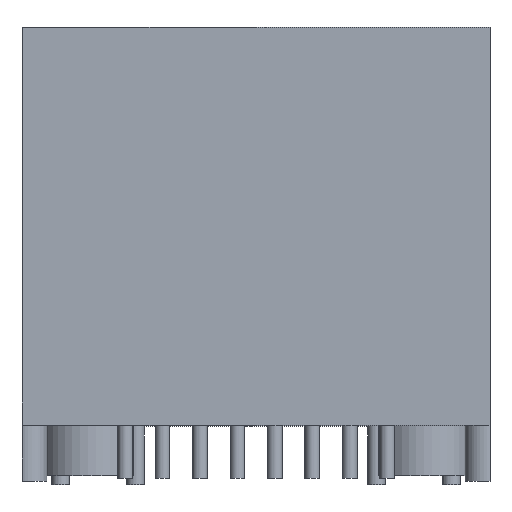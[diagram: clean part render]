
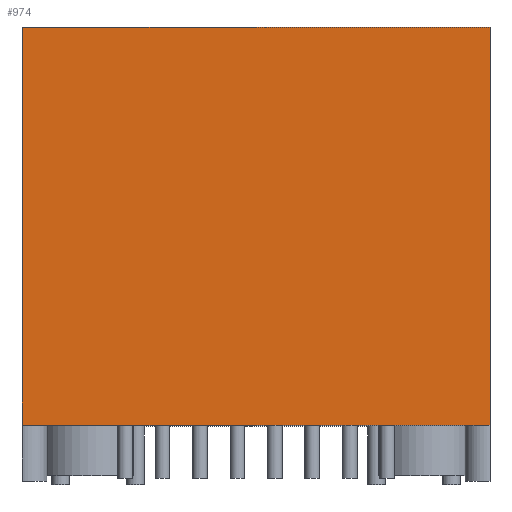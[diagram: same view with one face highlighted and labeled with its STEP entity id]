
A CAD part, top view. The second image highlights one B-rep face of the part: STEP entity #974.
In plain terms, the highlighted planar face has unit normal (0, 0, 1).
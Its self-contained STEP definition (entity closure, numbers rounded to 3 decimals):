
#100=FACE_OUTER_BOUND('',#182,.T.);
#182=EDGE_LOOP('',(#685,#686,#687,#688));
#285=LINE('',#1565,#379);
#286=LINE('',#1568,#380);
#287=LINE('',#1570,#381);
#288=LINE('',#1571,#382);
#379=VECTOR('',#1224,10.);
#380=VECTOR('',#1227,10.);
#381=VECTOR('',#1228,10.);
#382=VECTOR('',#1229,10.);
#471=VERTEX_POINT('',#1561);
#472=VERTEX_POINT('',#1563);
#473=VERTEX_POINT('',#1567);
#474=VERTEX_POINT('',#1569);
#557=EDGE_CURVE('',#471,#472,#285,.T.);
#558=EDGE_CURVE('',#471,#473,#286,.T.);
#559=EDGE_CURVE('',#474,#472,#287,.T.);
#560=EDGE_CURVE('',#473,#474,#288,.T.);
#685=ORIENTED_EDGE('',*,*,#558,.F.);
#686=ORIENTED_EDGE('',*,*,#557,.T.);
#687=ORIENTED_EDGE('',*,*,#559,.F.);
#688=ORIENTED_EDGE('',*,*,#560,.F.);
#911=PLANE('',#1083);
#974=ADVANCED_FACE('',(#100),#911,.T.);
#1083=AXIS2_PLACEMENT_3D('',#1566,#1225,#1226);
#1224=DIRECTION('',(0.,1.,0.));
#1225=DIRECTION('center_axis',(0.,0.,1.));
#1226=DIRECTION('ref_axis',(1.,0.,0.));
#1227=DIRECTION('',(-1.,0.,0.));
#1228=DIRECTION('',(1.,0.,0.));
#1229=DIRECTION('',(0.,1.,0.));
#1561=CARTESIAN_POINT('',(7.94,0.,10.7));
#1563=CARTESIAN_POINT('',(7.94,13.5,10.7));
#1565=CARTESIAN_POINT('',(7.94,0.,10.7));
#1566=CARTESIAN_POINT('Origin',(-7.94,0.,10.7));
#1567=CARTESIAN_POINT('',(-7.94,0.,10.7));
#1568=CARTESIAN_POINT('',(7.94,0.,10.7));
#1569=CARTESIAN_POINT('',(-7.94,13.5,10.7));
#1570=CARTESIAN_POINT('',(7.94,13.5,10.7));
#1571=CARTESIAN_POINT('',(-7.94,0.,10.7));
